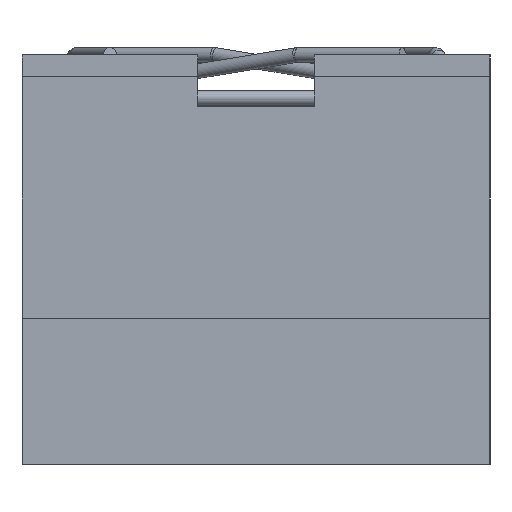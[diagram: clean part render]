
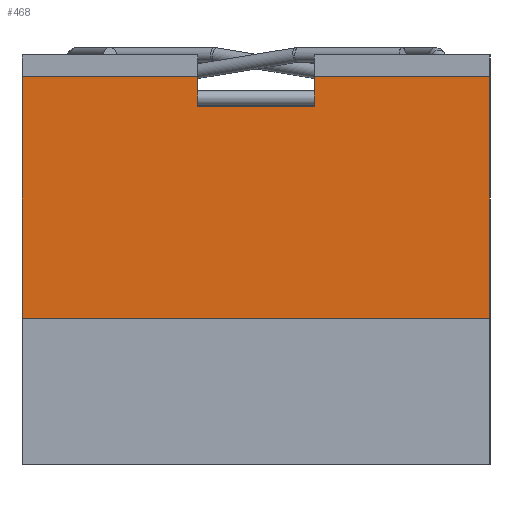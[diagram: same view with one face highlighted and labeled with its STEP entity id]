
A CAD part, left-side view. The second image highlights one B-rep face of the part: STEP entity #468.
In plain terms, the highlighted planar face has unit normal (-1, 0, 0).
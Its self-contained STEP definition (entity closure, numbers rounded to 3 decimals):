
#468 = ADVANCED_FACE( '', ( #1022 ), #1023, .F. );
#1022 = FACE_OUTER_BOUND( '', #3976, .T. );
#1023 = PLANE( '', #3977 );
#3976 = EDGE_LOOP( '', ( #5161, #5162, #5163, #5164, #5165, #5166, #5167, #5168 ) );
#3977 = AXIS2_PLACEMENT_3D( '', #5169, #5170, #5171 );
#5161 = ORIENTED_EDGE( '', *, *, #5419, .F. );
#5162 = ORIENTED_EDGE( '', *, *, #5473, .T. );
#5163 = ORIENTED_EDGE( '', *, *, #5353, .T. );
#5164 = ORIENTED_EDGE( '', *, *, #5491, .T. );
#5165 = ORIENTED_EDGE( '', *, *, #5671, .F. );
#5166 = ORIENTED_EDGE( '', *, *, #5347, .F. );
#5167 = ORIENTED_EDGE( '', *, *, #5600, .F. );
#5168 = ORIENTED_EDGE( '', *, *, #5648, .F. );
#5169 = CARTESIAN_POINT( '', ( -2.25, -1.6, 1. ) );
#5170 = DIRECTION( '', ( 1., 0., 0. ) );
#5171 = DIRECTION( '', ( 0., 1., 0. ) );
#5347 = EDGE_CURVE( '', #5731, #5727, #5733, .T. );
#5353 = EDGE_CURVE( '', #5744, #5742, #5745, .T. );
#5419 = EDGE_CURVE( '', #5853, #5855, #5856, .T. );
#5473 = EDGE_CURVE( '', #5853, #5744, #5944, .T. );
#5491 = EDGE_CURVE( '', #5742, #5971, #5973, .T. );
#5600 = EDGE_CURVE( '', #6132, #5731, #6134, .T. );
#5648 = EDGE_CURVE( '', #5855, #6132, #6194, .T. );
#5671 = EDGE_CURVE( '', #5727, #5971, #6222, .T. );
#5727 = VERTEX_POINT( '', #6285 );
#5731 = VERTEX_POINT( '', #6291 );
#5733 = LINE( '', #6294, #6295 );
#5742 = VERTEX_POINT( '', #6307 );
#5744 = VERTEX_POINT( '', #6310 );
#5745 = LINE( '', #6311, #6312 );
#5853 = VERTEX_POINT( '', #6441 );
#5855 = VERTEX_POINT( '', #6444 );
#5856 = LINE( '', #6445, #6446 );
#5944 = LINE( '', #6551, #6552 );
#5971 = VERTEX_POINT( '', #6587 );
#5973 = LINE( '', #6590, #6591 );
#6132 = VERTEX_POINT( '', #6788 );
#6134 = LINE( '', #6791, #6792 );
#6194 = LINE( '', #6858, #6859 );
#6222 = LINE( '', #6894, #6895 );
#6285 = CARTESIAN_POINT( '', ( -2.25, 1.6, 2.65 ) );
#6291 = CARTESIAN_POINT( '', ( -2.25, 1.6, 1. ) );
#6294 = CARTESIAN_POINT( '', ( -2.25, 1.6, 1. ) );
#6295 = VECTOR( '', #6957, 1000. );
#6307 = CARTESIAN_POINT( '', ( -2.25, 0.4, 2.45 ) );
#6310 = CARTESIAN_POINT( '', ( -2.25, -0.4, 2.45 ) );
#6311 = CARTESIAN_POINT( '', ( -2.25, -1.6, 2.45 ) );
#6312 = VECTOR( '', #6962, 1000. );
#6441 = CARTESIAN_POINT( '', ( -2.25, -0.4, 2.65 ) );
#6444 = CARTESIAN_POINT( '', ( -2.25, -1.6, 2.65 ) );
#6445 = CARTESIAN_POINT( '', ( -2.25, 1.6, 2.65 ) );
#6446 = VECTOR( '', #7060, 1000. );
#6551 = CARTESIAN_POINT( '', ( -2.25, -0.4, 1. ) );
#6552 = VECTOR( '', #7144, 1000. );
#6587 = CARTESIAN_POINT( '', ( -2.25, 0.4, 2.65 ) );
#6590 = CARTESIAN_POINT( '', ( -2.25, 0.4, 1. ) );
#6591 = VECTOR( '', #7163, 1000. );
#6788 = CARTESIAN_POINT( '', ( -2.25, -1.6, 1. ) );
#6791 = CARTESIAN_POINT( '', ( -2.25, -1.6, 1. ) );
#6792 = VECTOR( '', #7287, 1000. );
#6858 = CARTESIAN_POINT( '', ( -2.25, -1.6, 2.65 ) );
#6859 = VECTOR( '', #7330, 1000. );
#6894 = CARTESIAN_POINT( '', ( -2.25, 1.6, 2.65 ) );
#6895 = VECTOR( '', #7347, 1000. );
#6957 = DIRECTION( '', ( 0., 0., 1. ) );
#6962 = DIRECTION( '', ( 0., 1., 0. ) );
#7060 = DIRECTION( '', ( 0., -1., 0. ) );
#7144 = DIRECTION( '', ( 0., 0., -1. ) );
#7163 = DIRECTION( '', ( 0., 0., 1. ) );
#7287 = DIRECTION( '', ( 0., 1., 0. ) );
#7330 = DIRECTION( '', ( 0., 0., -1. ) );
#7347 = DIRECTION( '', ( 0., -1., 0. ) );
